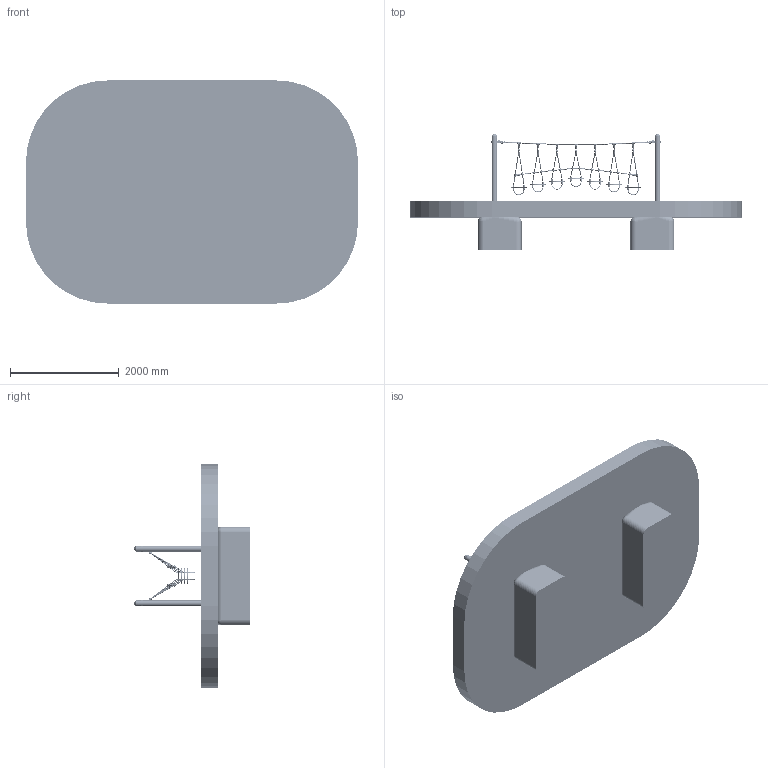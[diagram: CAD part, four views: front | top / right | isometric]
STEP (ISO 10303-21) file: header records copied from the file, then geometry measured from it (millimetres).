
FILE_DESCRIPTION (( 'STEP AP214' ), '1' );
FILE_NAME ('4959-60 Wackelteller.STEP', '2018-06-19T06:06:06', ( '' ), ( '' ), 'SwSTEP 2.0', 'SolidWorks 2016', '' );
FILE_SCHEMA (( 'AUTOMOTIVE_DESIGN' ));
Length unit declared in the file: millimetre
Products named in the file (26): 4959-60 Wackelteller; 620; 590; Alu-Pressung; Seil vor der Pressung; Bew. T-Stück Längsträger; SpiegelnBew. T-Stück Längsträger; SpiegelnBew. T-Stück Querträger; blaue Platte mit Seil; Seil unten_Standard<Wie bearbeitet>; Seilstopper einteilig; blaue Platte 290 mm; Spannseil der Brücke rot_Standard<Wie bearbeitet>; 457-01 - Kunststoff Kausche rot; 35-4602-16 - Schäkel geschweift M8 V2A_Standard<Wie bearbeitet>; Knotenkugel-ohne; 70-4594-70 - PA-Adapter; 130; 35-102 - Pfostenschelle f黵 102er Rohr; 220; Abdeckkappe ﾘ 102 mm; 140; Fundament  800 x 1800; 720; Pfosten und Sicherheitsbereich; 670
Assembly tree (203 placements, depth 3):
  4959-60 Wackelteller
    Pfosten und Sicherheitsbereich
    Fundament  800 x 1800  x2
    Abdeckkappe ﾘ 102 mm  x4
    35-102 - Pfostenschelle f黵 102er Rohr  x4
    70-4594-70 - PA-Adapter  x4
    35-4602-16 - Schäkel geschweift M8 V2A_Standard<Wie bearbeitet>  x4
    457-01 - Kunststoff Kausche rot  x4
    Spannseil der Brücke rot_Standard<Wie bearbeitet>  x2
    blaue Platte mit Seil  x7
      blaue Platte 290 mm
      Seilstopper einteilig
      Seil unten_Standard<Wie bearbeitet>
    SpiegelnBew. T-Stück Querträger  x28
    SpiegelnBew. T-Stück Längsträger  x10
    Seil vor der Pressung  x14
    Alu-Pressung  x14
    590  x4
    620  x8
    Bew. T-Stück Längsträger  x16
    670  x8
    720  x8
    140  x4
    220  x12
    130  x10
    Knotenkugel-ohne  x24
Bounding box: 6100 x 2138.96 x 4100 mm (x, y, z)
Volume: 8777790849.7 mm3; surface area: 78404866.5 mm2
Topology: 310 solids, 314 shells, 11592 faces, 29498 edges, 18356 vertices
Faces by surface type: plane 5606, cylinder 3698, cone 1092, torus 732, bspline 376, sphere 88
Entity records: 43101 total; most frequent: CARTESIAN_POINT 13346, DIRECTION 5322, ORIENTED_EDGE 4916, EDGE_CURVE 2458, AXIS2_PLACEMENT_3D 2048, VERTEX_POINT 1541, VECTOR 1226, LINE 1226
